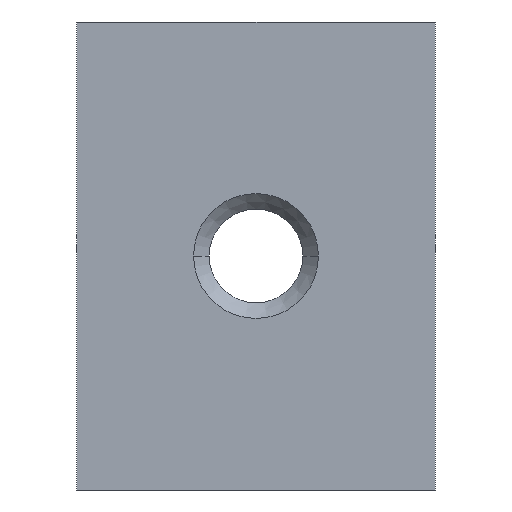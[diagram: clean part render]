
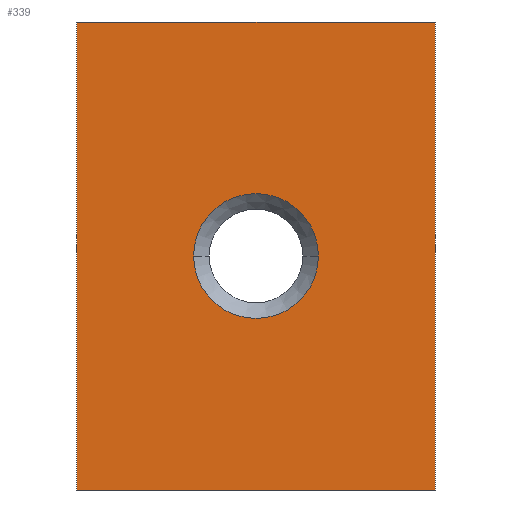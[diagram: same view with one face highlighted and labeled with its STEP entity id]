
A CAD part, front view. The second image highlights one B-rep face of the part: STEP entity #339.
In plain terms, the highlighted planar face has unit normal (0, -1, 0).
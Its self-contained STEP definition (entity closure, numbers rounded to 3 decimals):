
#10 = ORIENTED_EDGE ( 'NONE', *, *, #306, .T. ) ;
#20 = AXIS2_PLACEMENT_3D ( 'NONE', #147, #448, #299 ) ;
#26 = CARTESIAN_POINT ( 'NONE',  ( -11.5, 0., 15. ) ) ;
#29 = EDGE_CURVE ( 'NONE', #300, #142, #136, .T. ) ;
#39 = EDGE_CURVE ( 'NONE', #205, #428, #333, .T. ) ;
#46 = VECTOR ( 'NONE', #302, 1000. ) ;
#50 = VERTEX_POINT ( 'NONE', #214 ) ;
#119 = CARTESIAN_POINT ( 'NONE',  ( 11.5, 0., -15. ) ) ;
#127 = FACE_OUTER_BOUND ( 'NONE', #359, .T. ) ;
#129 = PLANE ( 'NONE',  #172 ) ;
#136 = LINE ( 'NONE', #368, #457 ) ;
#142 = VERTEX_POINT ( 'NONE', #119 ) ;
#147 = CARTESIAN_POINT ( 'NONE',  ( 0., 0., 0. ) ) ;
#148 = CARTESIAN_POINT ( 'NONE',  ( -11.5, 0., 15. ) ) ;
#156 = DIRECTION ( 'NONE',  ( 0., 0., -1. ) ) ;
#162 = DIRECTION ( 'NONE',  ( 1., 0., 0. ) ) ;
#165 = CARTESIAN_POINT ( 'NONE',  ( -11.5, 0., -15. ) ) ;
#169 = CARTESIAN_POINT ( 'NONE',  ( 11.5, 0., 15. ) ) ;
#172 = AXIS2_PLACEMENT_3D ( 'NONE', #243, #354, #480 ) ;
#178 = EDGE_CURVE ( 'NONE', #404, #50, #454, .T. ) ;
#182 = DIRECTION ( 'NONE',  ( 0., 0., -1. ) ) ;
#194 = EDGE_CURVE ( 'NONE', #404, #300, #489, .T. ) ;
#205 = VERTEX_POINT ( 'NONE', #227 ) ;
#214 = CARTESIAN_POINT ( 'NONE',  ( -11.5, 0., -15. ) ) ;
#227 = CARTESIAN_POINT ( 'NONE',  ( 4., 0., 0. ) ) ;
#234 = DIRECTION ( 'NONE',  ( -1., 0., 0. ) ) ;
#240 = ORIENTED_EDGE ( 'NONE', *, *, #178, .T. ) ;
#243 = CARTESIAN_POINT ( 'NONE',  ( -11.5, 0., 15. ) ) ;
#287 = VECTOR ( 'NONE', #162, 1000. ) ;
#292 = ORIENTED_EDGE ( 'NONE', *, *, #194, .F. ) ;
#298 = EDGE_CURVE ( 'NONE', #428, #205, #458, .T. ) ;
#299 = DIRECTION ( 'NONE',  ( -1., 0., 0. ) ) ;
#300 = VERTEX_POINT ( 'NONE', #169 ) ;
#302 = DIRECTION ( 'NONE',  ( 1., 0., 0. ) ) ;
#306 = EDGE_CURVE ( 'NONE', #50, #142, #395, .T. ) ;
#308 = ORIENTED_EDGE ( 'NONE', *, *, #29, .F. ) ;
#313 = CARTESIAN_POINT ( 'NONE',  ( 0., 0., 0. ) ) ;
#328 = AXIS2_PLACEMENT_3D ( 'NONE', #313, #392, #234 ) ;
#333 = CIRCLE ( 'NONE', #20, 4. ) ;
#339 = ADVANCED_FACE ( 'NONE', ( #467, #127 ), #129, .F. ) ;
#354 = DIRECTION ( 'NONE',  ( 0., 1., 0. ) ) ;
#356 = ORIENTED_EDGE ( 'NONE', *, *, #298, .T. ) ;
#359 = EDGE_LOOP ( 'NONE', ( #10, #308, #292, #240 ) ) ;
#368 = CARTESIAN_POINT ( 'NONE',  ( 11.5, 0., 15. ) ) ;
#381 = CARTESIAN_POINT ( 'NONE',  ( -11.5, 0., 15. ) ) ;
#392 = DIRECTION ( 'NONE',  ( 0., 1., 0. ) ) ;
#395 = LINE ( 'NONE', #165, #287 ) ;
#397 = EDGE_LOOP ( 'NONE', ( #441, #356 ) ) ;
#404 = VERTEX_POINT ( 'NONE', #26 ) ;
#407 = CARTESIAN_POINT ( 'NONE',  ( -4., 0., 0. ) ) ;
#428 = VERTEX_POINT ( 'NONE', #407 ) ;
#441 = ORIENTED_EDGE ( 'NONE', *, *, #39, .T. ) ;
#448 = DIRECTION ( 'NONE',  ( 0., 1., 0. ) ) ;
#454 = LINE ( 'NONE', #381, #477 ) ;
#457 = VECTOR ( 'NONE', #182, 1000. ) ;
#458 = CIRCLE ( 'NONE', #328, 4. ) ;
#467 = FACE_BOUND ( 'NONE', #397, .T. ) ;
#477 = VECTOR ( 'NONE', #156, 1000. ) ;
#480 = DIRECTION ( 'NONE',  ( -1., 0., 0. ) ) ;
#489 = LINE ( 'NONE', #148, #46 ) ;
